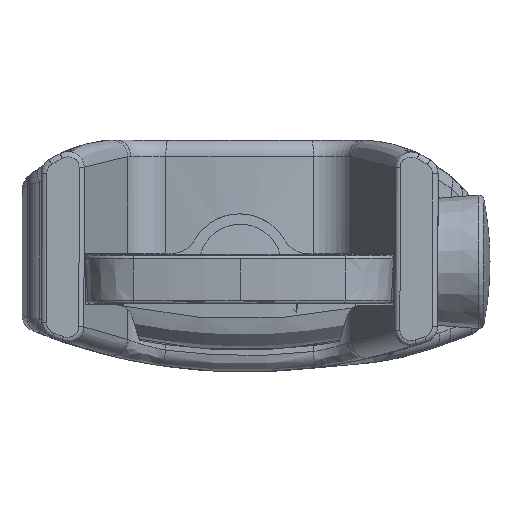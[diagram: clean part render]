
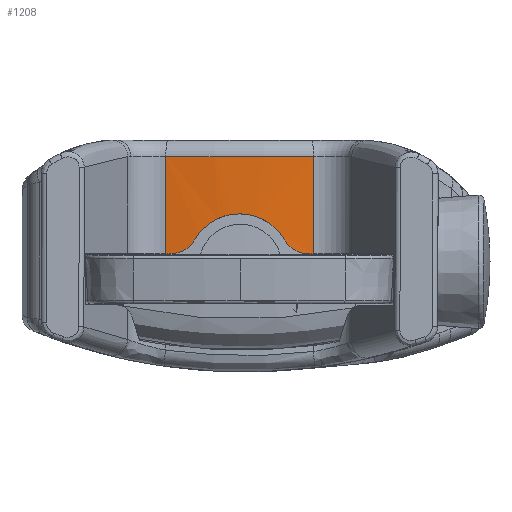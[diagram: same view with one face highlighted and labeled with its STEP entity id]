
A CAD part, front view. The second image highlights one B-rep face of the part: STEP entity #1208.
In plain terms, the highlighted cylindrical face has radius 109.817 mm (diameter 219.634 mm), a partial arc.
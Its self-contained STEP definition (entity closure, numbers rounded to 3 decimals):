
#1208=ADVANCED_FACE('',(#4079),#4080,.T.);
#4079=FACE_OUTER_BOUND('',#17323,.T.);
#4080=CYLINDRICAL_SURFACE('',#17324,109.817);
#17323=EDGE_LOOP('',(#30966,#30967,#30968,#30969,#30970,#30971,#30972,#30973));
#17324=AXIS2_PLACEMENT_3D('',#30974,#30975,#30976);
#30966=ORIENTED_EDGE('',*,*,#38471,.F.);
#30967=ORIENTED_EDGE('',*,*,#38459,.F.);
#30968=ORIENTED_EDGE('',*,*,#38457,.T.);
#30969=ORIENTED_EDGE('',*,*,#38451,.F.);
#30970=ORIENTED_EDGE('',*,*,#38472,.T.);
#30971=ORIENTED_EDGE('',*,*,#38473,.T.);
#30972=ORIENTED_EDGE('',*,*,#38474,.T.);
#30973=ORIENTED_EDGE('',*,*,#38470,.F.);
#30974=CARTESIAN_POINT('',(-54.248,129.666,-4.382));
#30975=DIRECTION('',(-0.001,0.,-1.));
#30976=DIRECTION('',(1.,0.,-0.001));
#38451=EDGE_CURVE('',#44829,#44832,#44833,.T.);
#38457=EDGE_CURVE('',#44843,#44832,#44844,.T.);
#38459=EDGE_CURVE('',#44843,#44846,#44847,.T.);
#38470=EDGE_CURVE('',#44864,#44862,#44866,.T.);
#38471=EDGE_CURVE('',#44846,#44864,#44867,.T.);
#38472=EDGE_CURVE('',#44829,#44868,#44869,.T.);
#38473=EDGE_CURVE('',#44868,#44870,#44871,.T.);
#38474=EDGE_CURVE('',#44870,#44862,#44872,.T.);
#44829=VERTEX_POINT('',#59387);
#44832=VERTEX_POINT('',#59390);
#44833=LINE('',#59391,#59392);
#44843=VERTEX_POINT('',#59412);
#44844=CIRCLE('',#59413,109.817);
#44846=VERTEX_POINT('',#59416);
#44847=B_SPLINE_CURVE_WITH_KNOTS('',3,(#59417,#59418,#59419,#59420,#59421,#59422,#59423),.UNSPECIFIED.,.F.,.F.,(4,1,1,1,4),(0.0,0.25,0.5,0.75,1.0),.UNSPECIFIED.);
#44862=VERTEX_POINT('',#59464);
#44864=VERTEX_POINT('',#59467);
#44866=B_SPLINE_CURVE_WITH_KNOTS('',3,(#59470,#59471,#59472,#59473,#59474,#59475,#59476),.UNSPECIFIED.,.F.,.F.,(4,1,1,1,4),(0.0,0.25,0.5,0.75,1.0),.UNSPECIFIED.);
#44867=B_SPLINE_CURVE_WITH_KNOTS('',3,(#59477,#59478,#59479,#59480,#59481,#59482,#59483,#59484,#59485,#59486,#59487,#59488),.UNSPECIFIED.,.F.,.F.,(4,1,1,1,1,1,1,1,1,4),(0.0,0.111,0.222,0.333,0.444,0.556,0.667,0.778,0.889,1.0),.UNSPECIFIED.);
#44868=VERTEX_POINT('',#59489);
#44869=CIRCLE('',#59490,109.817);
#44870=VERTEX_POINT('',#59491);
#44871=LINE('',#59492,#59493);
#44872=CIRCLE('',#59494,109.817);
#59387=CARTESIAN_POINT('',(-40.697,20.683,38.602));
#59390=CARTESIAN_POINT('',(-40.718,20.683,20.802));
#59391=CARTESIAN_POINT('',(-40.697,20.683,38.602));
#59392=VECTOR('',#67414,17.8);
#59412=CARTESIAN_POINT('',(-41.677,20.568,20.803));
#59413=AXIS2_PLACEMENT_3D('',#67423,#67424,#67425);
#59416=CARTESIAN_POINT('',(-46.014,20.156,23.326));
#59417=CARTESIAN_POINT('',(-41.677,20.568,20.803));
#59418=CARTESIAN_POINT('',(-42.123,20.517,20.804));
#59419=CARTESIAN_POINT('',(-42.984,20.423,20.921));
#59420=CARTESIAN_POINT('',(-44.22,20.303,21.43));
#59421=CARTESIAN_POINT('',(-45.272,20.213,22.255));
#59422=CARTESIAN_POINT('',(-45.795,20.173,22.941));
#59423=CARTESIAN_POINT('',(-46.014,20.156,23.326));
#59464=CARTESIAN_POINT('',(-66.849,20.578,20.833));
#59467=CARTESIAN_POINT('',(-62.506,20.163,23.345));
#59470=CARTESIAN_POINT('',(-62.506,20.163,23.345));
#59471=CARTESIAN_POINT('',(-62.728,20.18,22.959));
#59472=CARTESIAN_POINT('',(-63.254,20.221,22.273));
#59473=CARTESIAN_POINT('',(-64.308,20.312,21.453));
#59474=CARTESIAN_POINT('',(-65.543,20.433,20.947));
#59475=CARTESIAN_POINT('',(-66.403,20.527,20.832));
#59476=CARTESIAN_POINT('',(-66.849,20.578,20.833));
#59477=CARTESIAN_POINT('',(-46.014,20.156,23.326));
#59478=CARTESIAN_POINT('',(-46.375,20.129,23.958));
#59479=CARTESIAN_POINT('',(-47.227,20.069,25.103));
#59480=CARTESIAN_POINT('',(-48.744,19.981,26.453));
#59481=CARTESIAN_POINT('',(-50.79,19.897,27.548));
#59482=CARTESIAN_POINT('',(-52.75,19.852,28.077));
#59483=CARTESIAN_POINT('',(-55.061,19.845,28.174));
#59484=CARTESIAN_POINT('',(-57.19,19.883,27.748));
#59485=CARTESIAN_POINT('',(-59.331,19.963,26.769));
#59486=CARTESIAN_POINT('',(-61.129,20.064,25.32));
#59487=CARTESIAN_POINT('',(-62.096,20.132,24.06));
#59488=CARTESIAN_POINT('',(-62.506,20.163,23.345));
#59489=CARTESIAN_POINT('',(-67.787,20.694,38.634));
#59490=AXIS2_PLACEMENT_3D('',#67438,#67439,#67440);
#59491=CARTESIAN_POINT('',(-67.808,20.694,20.834));
#59492=CARTESIAN_POINT('',(-67.787,20.694,38.634));
#59493=VECTOR('',#67441,17.8);
#59494=AXIS2_PLACEMENT_3D('',#67442,#67443,#67444);
#67414=DIRECTION('',(-0.001,0.,-1.));
#67423=CARTESIAN_POINT('',(-54.219,129.666,20.818));
#67424=DIRECTION('',(0.001,0.,1.));
#67425=DIRECTION('',(0.114,-0.993,0.));
#67438=CARTESIAN_POINT('',(-54.198,129.666,38.618));
#67439=DIRECTION('',(-0.001,0.,-1.));
#67440=DIRECTION('',(0.123,-0.992,0.));
#67441=DIRECTION('',(-0.001,0.,-1.));
#67442=CARTESIAN_POINT('',(-54.219,129.666,20.818));
#67443=DIRECTION('',(0.001,0.,1.));
#67444=DIRECTION('',(-0.124,-0.992,0.));
